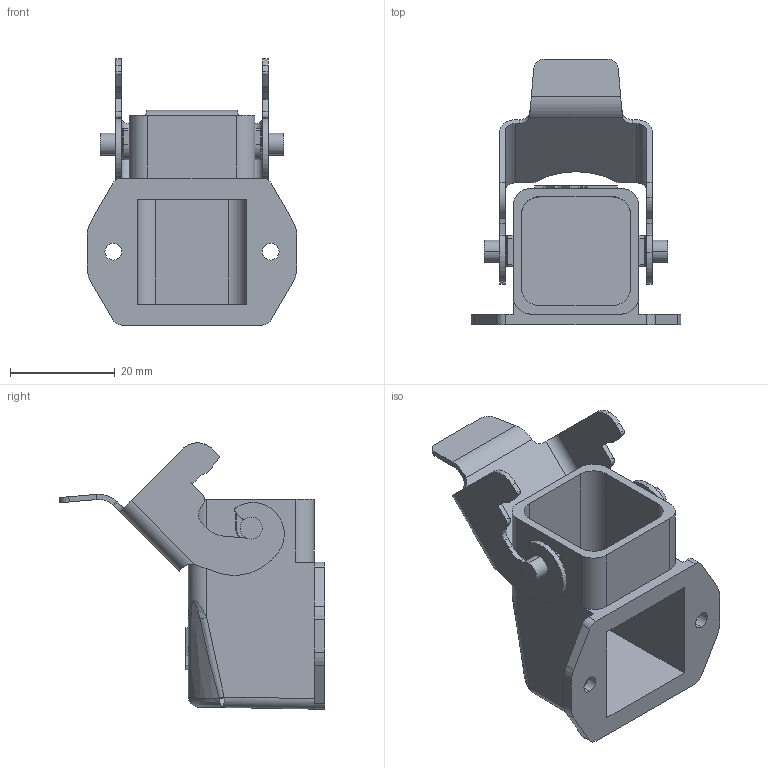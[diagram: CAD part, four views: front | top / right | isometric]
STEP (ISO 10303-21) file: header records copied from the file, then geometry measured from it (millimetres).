
FILE_DESCRIPTION (( 'STEP AP203' ), '1' );
FILE_NAME ('29014S.step', '2025-02-12T17:31:46', ( '' ), ( '' ), 'SwSTEP 2.0', 'SolidWorks 2024', '' );
FILE_SCHEMA (( 'CONFIG_CONTROL_DESIGN' ));
Length unit declared in the file: inch
Products named in the file (1): 29014S
Bounding box: 40 x 50.62 x 50.73 mm (x, y, z)
Volume: 9056.8 mm3; surface area: 11025.6 mm2
Topology: 1 solids, 1 shells, 218 faces, 576 edges, 370 vertices
Faces by surface type: plane 103, cylinder 87, bspline 26, cone 2
Entity records: 7650 total; most frequent: CARTESIAN_POINT 2204, ORIENTED_EDGE 1152, DIRECTION 1092, EDGE_CURVE 576, AXIS2_PLACEMENT_3D 371, VERTEX_POINT 370, LINE 350, VECTOR 350
